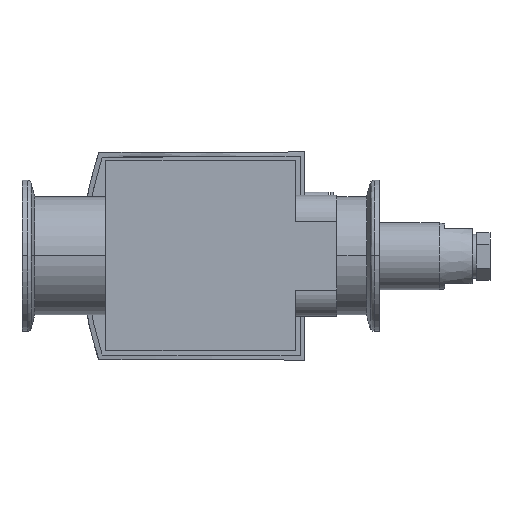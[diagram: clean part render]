
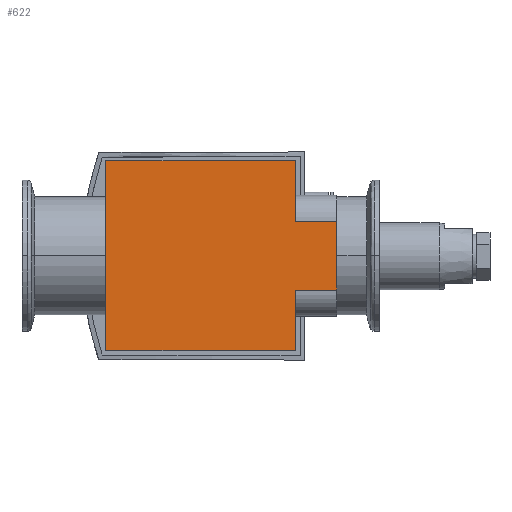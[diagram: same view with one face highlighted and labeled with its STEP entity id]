
A CAD part, top view. The second image highlights one B-rep face of the part: STEP entity #622.
In plain terms, the highlighted planar face has unit normal (0, 0, 1).
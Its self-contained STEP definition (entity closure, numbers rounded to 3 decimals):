
#65 = CARTESIAN_POINT ( 'NONE',  ( 49.5, 0., 40.8 ) ) ;
#86 = VECTOR ( 'NONE', #870, 1000. ) ;
#232 = LINE ( 'NONE', #3253, #1603 ) ;
#361 = ORIENTED_EDGE ( 'NONE', *, *, #2922, .T. ) ;
#397 = VECTOR ( 'NONE', #3701, 1000. ) ;
#570 = EDGE_CURVE ( 'NONE', #1318, #4663, #1122, .T. ) ;
#622 = ADVANCED_FACE ( 'NONE', ( #3734 ), #4032, .T. ) ;
#657 = CARTESIAN_POINT ( 'NONE',  ( -34.5, 34.5, 40.8 ) ) ;
#669 = LINE ( 'NONE', #5932, #4634 ) ;
#673 = DIRECTION ( 'NONE',  ( 0., -1., 0. ) ) ;
#870 = DIRECTION ( 'NONE',  ( 1., 0., 0. ) ) ;
#1122 = LINE ( 'NONE', #2946, #86 ) ;
#1277 = CARTESIAN_POINT ( 'NONE',  ( -34.5, -34.5, 40.8 ) ) ;
#1318 = VERTEX_POINT ( 'NONE', #4283 ) ;
#1390 = EDGE_CURVE ( 'NONE', #1318, #6108, #669, .T. ) ;
#1397 = VERTEX_POINT ( 'NONE', #1277 ) ;
#1443 = DIRECTION ( 'NONE',  ( 0., 0., 1. ) ) ;
#1580 = VECTOR ( 'NONE', #3067, 1000. ) ;
#1603 = VECTOR ( 'NONE', #673, 1000. ) ;
#1764 = LINE ( 'NONE', #65, #397 ) ;
#1932 = VECTOR ( 'NONE', #4274, 1000. ) ;
#2096 = VECTOR ( 'NONE', #2190, 1000. ) ;
#2126 = ORIENTED_EDGE ( 'NONE', *, *, #570, .T. ) ;
#2158 = VECTOR ( 'NONE', #5229, 1000. ) ;
#2190 = DIRECTION ( 'NONE',  ( 0., 1., 0. ) ) ;
#2372 = VERTEX_POINT ( 'NONE', #4848 ) ;
#2636 = CARTESIAN_POINT ( 'NONE',  ( -34.5, 34.5, 40.8 ) ) ;
#2720 = VERTEX_POINT ( 'NONE', #2636 ) ;
#2721 = AXIS2_PLACEMENT_3D ( 'NONE', #6601, #1443, #5069 ) ;
#2795 = ORIENTED_EDGE ( 'NONE', *, *, #3884, .F. ) ;
#2922 = EDGE_CURVE ( 'NONE', #4663, #2372, #1764, .T. ) ;
#2943 = ORIENTED_EDGE ( 'NONE', *, *, #3009, .F. ) ;
#2946 = CARTESIAN_POINT ( 'NONE',  ( 0., -12.5, 40.8 ) ) ;
#3009 = EDGE_CURVE ( 'NONE', #5775, #6041, #232, .T. ) ;
#3067 = DIRECTION ( 'NONE',  ( -1., 0., 0. ) ) ;
#3253 = CARTESIAN_POINT ( 'NONE',  ( 34.5, 34.5, 40.8 ) ) ;
#3336 = CARTESIAN_POINT ( 'NONE',  ( 34.5, 12.5, 40.8 ) ) ;
#3528 = ORIENTED_EDGE ( 'NONE', *, *, #4909, .T. ) ;
#3701 = DIRECTION ( 'NONE',  ( 0., 1., 0. ) ) ;
#3734 = FACE_OUTER_BOUND ( 'NONE', #6024, .T. ) ;
#3884 = EDGE_CURVE ( 'NONE', #1397, #2720, #6070, .T. ) ;
#3911 = EDGE_CURVE ( 'NONE', #2720, #5775, #4849, .T. ) ;
#4025 = ORIENTED_EDGE ( 'NONE', *, *, #4798, .F. ) ;
#4032 = PLANE ( 'NONE',  #2721 ) ;
#4145 = CARTESIAN_POINT ( 'NONE',  ( 34.5, 34.5, 40.8 ) ) ;
#4274 = DIRECTION ( 'NONE',  ( 1., 0., 0. ) ) ;
#4283 = CARTESIAN_POINT ( 'NONE',  ( 34.5, -12.5, 40.8 ) ) ;
#4351 = LINE ( 'NONE', #4629, #1580 ) ;
#4629 = CARTESIAN_POINT ( 'NONE',  ( 34.5, -34.5, 40.8 ) ) ;
#4634 = VECTOR ( 'NONE', #4911, 1000. ) ;
#4663 = VERTEX_POINT ( 'NONE', #5559 ) ;
#4798 = EDGE_CURVE ( 'NONE', #6108, #1397, #4351, .T. ) ;
#4848 = CARTESIAN_POINT ( 'NONE',  ( 49.5, 12.5, 40.8 ) ) ;
#4849 = LINE ( 'NONE', #657, #1932 ) ;
#4909 = EDGE_CURVE ( 'NONE', #2372, #6041, #6134, .T. ) ;
#4910 = CARTESIAN_POINT ( 'NONE',  ( 34.5, -34.5, 40.8 ) ) ;
#4911 = DIRECTION ( 'NONE',  ( 0., -1., 0. ) ) ;
#5069 = DIRECTION ( 'NONE',  ( 1., 0., 0. ) ) ;
#5229 = DIRECTION ( 'NONE',  ( -1., 0., 0. ) ) ;
#5283 = CARTESIAN_POINT ( 'NONE',  ( -34.5, -34.5, 40.8 ) ) ;
#5559 = CARTESIAN_POINT ( 'NONE',  ( 49.5, -12.5, 40.8 ) ) ;
#5667 = ORIENTED_EDGE ( 'NONE', *, *, #1390, .F. ) ;
#5758 = CARTESIAN_POINT ( 'NONE',  ( 0., 12.5, 40.8 ) ) ;
#5775 = VERTEX_POINT ( 'NONE', #4145 ) ;
#5932 = CARTESIAN_POINT ( 'NONE',  ( 34.5, 34.5, 40.8 ) ) ;
#5948 = ORIENTED_EDGE ( 'NONE', *, *, #3911, .F. ) ;
#6024 = EDGE_LOOP ( 'NONE', ( #5667, #2126, #361, #3528, #2943, #5948, #2795, #4025 ) ) ;
#6041 = VERTEX_POINT ( 'NONE', #3336 ) ;
#6070 = LINE ( 'NONE', #5283, #2096 ) ;
#6108 = VERTEX_POINT ( 'NONE', #4910 ) ;
#6134 = LINE ( 'NONE', #5758, #2158 ) ;
#6601 = CARTESIAN_POINT ( 'NONE',  ( 0., 0., 40.8 ) ) ;
